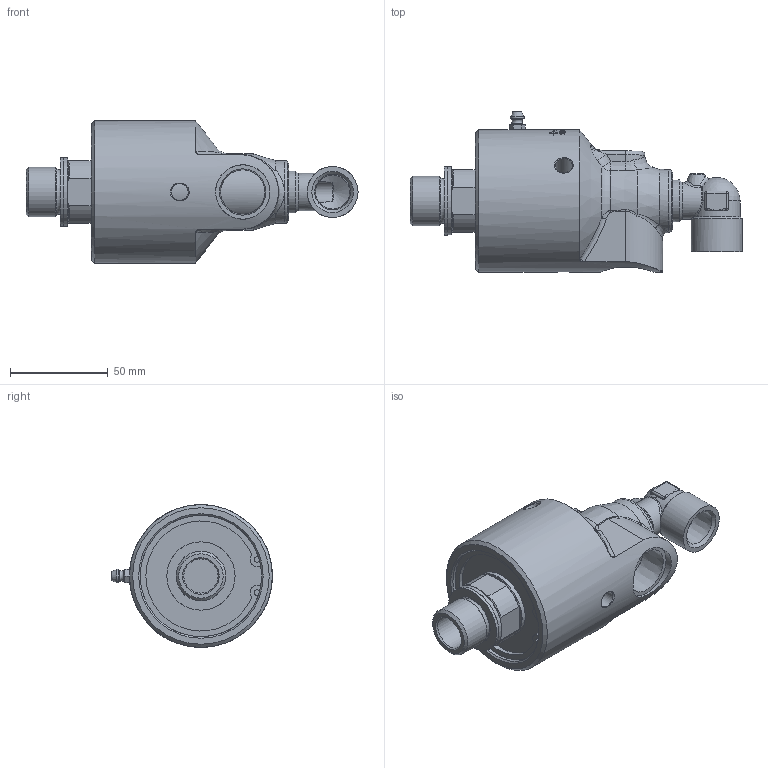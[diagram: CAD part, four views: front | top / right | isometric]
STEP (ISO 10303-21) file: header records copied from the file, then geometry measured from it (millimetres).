
FILE_DESCRIPTION(/* description */ (''),/* implementation_level */ '2;1');
FILE_NAME(/* name */ '255-000-003043-IC.stp',/* time_stamp */ '2020-05-19T11:22:05-05:00',/* author */ ('GALINDOLM'),/* organization */ (''),/* preprocessor_version */ 'ST-DEVELOPER v18',/* originating_system */ 'Autodesk Inventor 2020',/* authorisation */ '');
FILE_SCHEMA (('AUTOMOTIVE_DESIGN { 1 0 10303 214 3 1 1 }'));
Products named in the file (1): 255-000-003043-IC
Bounding box: 169.72 x 82.13 x 73 mm (x, y, z)
Volume: 314093.5 mm3; surface area: 51610.6 mm2
Topology: 1 solids, 2 shells, 573 faces, 1508 edges, 984 vertices
Faces by surface type: bspline 265, plane 143, cylinder 96, cone 48, sphere 11, torus 10
Full cylindrical faces by diameter (mm): 2.794 x2, 5.359 x1, 8.6 x3, 10.719 x1, 17.475 x1, 17.5 x1, 19 x1, 22.631 x1, 25.356 x1, 25.4 x1, 26 x1, 27.8 x1, 30 x1, 30.05 x1, 34.8 x2, 34.9 x1, 62.05 x1, 73 x1
Entity records: 75960 total; most frequent: CARTESIAN_POINT 62915, ORIENTED_EDGE 3004, DIRECTION 2080, EDGE_CURVE 1502, VERTEX_POINT 984, AXIS2_PLACEMENT_3D 792, EDGE_LOOP 627, FACE_OUTER_BOUND 573
